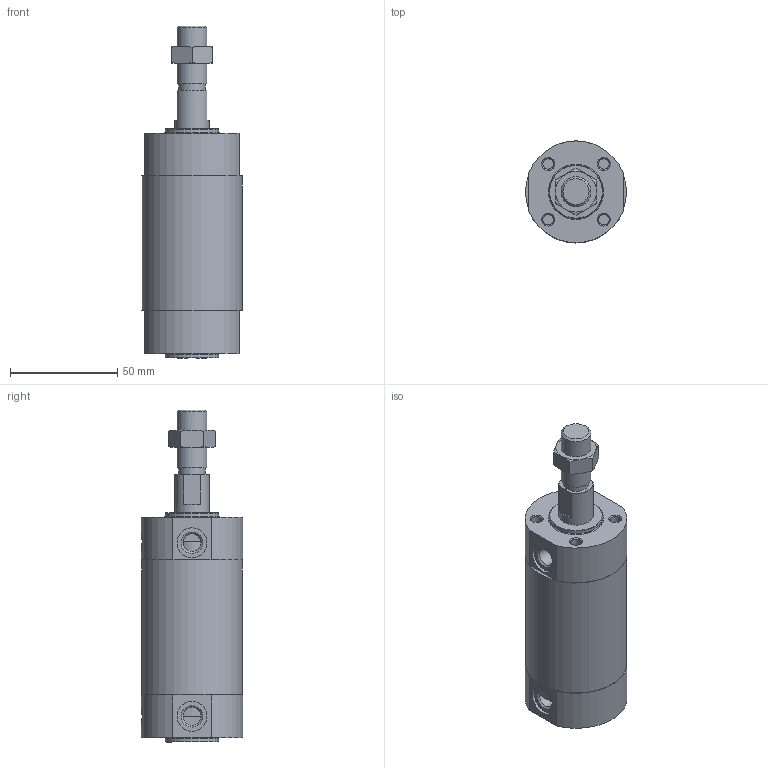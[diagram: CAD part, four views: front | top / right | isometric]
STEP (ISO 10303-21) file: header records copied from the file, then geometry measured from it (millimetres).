
FILE_DESCRIPTION( ( 'STEP AP203' ), '1' );
FILE_NAME( 'EG4025-M()0.stp', '2021-10-12T02:08:51', ( 'License CC BY-ND 4.0' ), ( 'CADENAS' ), ' ', 'PARTsolutions', ' ' );
FILE_SCHEMA( ( 'CONFIG_CONTROL_DESIGN' ) );
Length unit declared in the file: millimetre
Products named in the file (3): EG4025-M()0; _EG4025-M0()_body; _EG4025-M0_rod
Assembly tree (2 placements, depth 2):
  EG4025-M()0
    _EG4025-M0()_body
    _EG4025-M0_rod
Bounding box: 46.88 x 47.5 x 155 mm (x, y, z)
Volume: 214924.6 mm3; surface area: 44164.6 mm2
Topology: 2 solids, 2 shells, 118 faces, 248 edges, 153 vertices
Faces by surface type: plane 53, cylinder 32, cone 31, torus 2
Full cylindrical faces by diameter (mm): 4.917 x8, 8.376 x4, 8.566 x2, 12.16 x1, 14 x6, 16 x2, 25 x2, 26.667 x1, 40 x1, 47 x1
Entity records: 3282 total; most frequent: CARTESIAN_POINT 871, DIRECTION 504, ORIENTED_EDGE 380, AXIS2_PLACEMENT_3D 227, EDGE_LOOP 192, EDGE_CURVE 190, FACE_OUTER_BOUND 148, VERTEX_POINT 142
